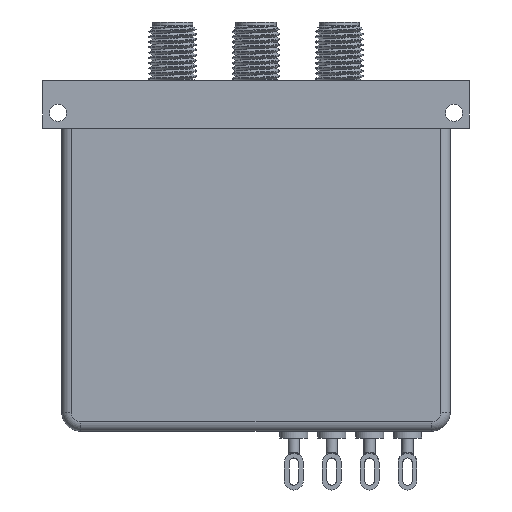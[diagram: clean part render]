
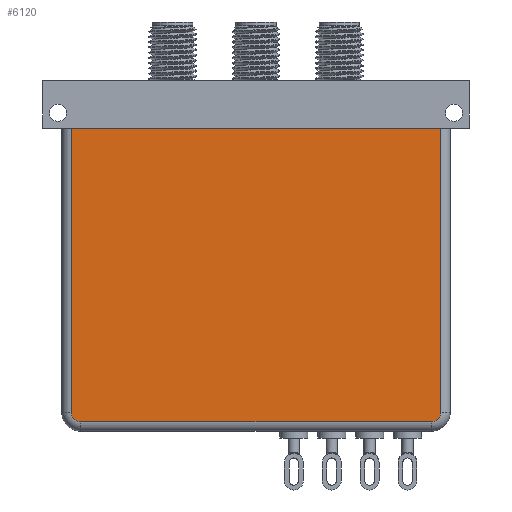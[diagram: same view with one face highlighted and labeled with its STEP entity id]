
A CAD part, front view. The second image highlights one B-rep face of the part: STEP entity #6120.
In plain terms, the highlighted planar face has unit normal (0, -1, 0).
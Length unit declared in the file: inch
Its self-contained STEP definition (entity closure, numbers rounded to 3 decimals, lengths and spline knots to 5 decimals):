
#1728 = LINE ( 'NONE', #2069, #5007 ) ;
#1939 = FACE_OUTER_BOUND ( 'NONE', #19697, .T. ) ;
#2069 = CARTESIAN_POINT ( 'NONE',  ( 0.925, -0.28, -0.875 ) ) ;
#2083 = DIRECTION ( 'NONE',  ( 0., 0., -1. ) ) ;
#3864 = EDGE_CURVE ( 'NONE', #12004, #13139, #1728, .T. ) ;
#4011 = DIRECTION ( 'NONE',  ( 0., 0., 1. ) ) ;
#4509 = DIRECTION ( 'NONE',  ( 1., 0., 0. ) ) ;
#4909 = CARTESIAN_POINT ( 'NONE',  ( 0., -0.28, 0. ) ) ;
#5007 = VECTOR ( 'NONE', #30093, 39.37008 ) ;
#5066 = DIRECTION ( 'NONE',  ( 0., 0., -1. ) ) ;
#5798 = DIRECTION ( 'NONE',  ( 0., 0., -1. ) ) ;
#6120 = ADVANCED_FACE ( 'NONE', ( #1939 ), #14876, .T. ) ;
#6780 = ORIENTED_EDGE ( 'NONE', *, *, #29244, .T. ) ;
#6847 = CARTESIAN_POINT ( 'NONE',  ( 0.975, -0.28, 0.675 ) ) ;
#7750 = CARTESIAN_POINT ( 'NONE',  ( -0.975, -0.28, 0.675 ) ) ;
#8079 = VECTOR ( 'NONE', #4011, 39.37008 ) ;
#8692 = CARTESIAN_POINT ( 'NONE',  ( 0.925, -0.28, -0.825 ) ) ;
#10545 = ORIENTED_EDGE ( 'NONE', *, *, #3864, .T. ) ;
#11114 = LINE ( 'NONE', #14894, #23799 ) ;
#12004 = VERTEX_POINT ( 'NONE', #13658 ) ;
#13125 = AXIS2_PLACEMENT_3D ( 'NONE', #4909, #23086, #2083 ) ;
#13139 = VERTEX_POINT ( 'NONE', #26312 ) ;
#13487 = VERTEX_POINT ( 'NONE', #21982 ) ;
#13504 = VERTEX_POINT ( 'NONE', #32184 ) ;
#13575 = EDGE_CURVE ( 'NONE', #13487, #13504, #28880, .T. ) ;
#13634 = DIRECTION ( 'NONE',  ( 0., -1., 0. ) ) ;
#13658 = CARTESIAN_POINT ( 'NONE',  ( -0.925, -0.28, -0.875 ) ) ;
#13697 = ORIENTED_EDGE ( 'NONE', *, *, #27276, .T. ) ;
#14876 = PLANE ( 'NONE',  #13125 ) ;
#14894 = CARTESIAN_POINT ( 'NONE',  ( -0.975, -0.28, -0.825 ) ) ;
#16216 = EDGE_CURVE ( 'NONE', #27202, #19937, #11114, .T. ) ;
#18531 = DIRECTION ( 'NONE',  ( 0., -1., 0. ) ) ;
#18577 = CIRCLE ( 'NONE', #19822, 0.05 ) ;
#18926 = CARTESIAN_POINT ( 'NONE',  ( -0.975, -0.28, -0.825 ) ) ;
#19697 = EDGE_LOOP ( 'NONE', ( #33253, #26396, #6780, #10545, #13697, #28344 ) ) ;
#19822 = AXIS2_PLACEMENT_3D ( 'NONE', #8692, #13634, #5798 ) ;
#19937 = VERTEX_POINT ( 'NONE', #18926 ) ;
#21063 = VECTOR ( 'NONE', #4509, 39.37008 ) ;
#21213 = AXIS2_PLACEMENT_3D ( 'NONE', #25897, #18531, #5066 ) ;
#21982 = CARTESIAN_POINT ( 'NONE',  ( 0.975, -0.28, -0.825 ) ) ;
#23086 = DIRECTION ( 'NONE',  ( 0., -1., 0. ) ) ;
#23799 = VECTOR ( 'NONE', #27566, 39.37008 ) ;
#25213 = EDGE_CURVE ( 'NONE', #27202, #13504, #33667, .T. ) ;
#25897 = CARTESIAN_POINT ( 'NONE',  ( -0.925, -0.28, -0.825 ) ) ;
#26312 = CARTESIAN_POINT ( 'NONE',  ( 0.925, -0.28, -0.875 ) ) ;
#26396 = ORIENTED_EDGE ( 'NONE', *, *, #16216, .T. ) ;
#27202 = VERTEX_POINT ( 'NONE', #7750 ) ;
#27276 = EDGE_CURVE ( 'NONE', #13139, #13487, #18577, .T. ) ;
#27566 = DIRECTION ( 'NONE',  ( 0., 0., -1. ) ) ;
#28175 = CARTESIAN_POINT ( 'NONE',  ( 0., -0.28, 0.675 ) ) ;
#28344 = ORIENTED_EDGE ( 'NONE', *, *, #13575, .T. ) ;
#28711 = CIRCLE ( 'NONE', #21213, 0.05 ) ;
#28880 = LINE ( 'NONE', #6847, #8079 ) ;
#29244 = EDGE_CURVE ( 'NONE', #19937, #12004, #28711, .T. ) ;
#30093 = DIRECTION ( 'NONE',  ( 1., 0., 0. ) ) ;
#32184 = CARTESIAN_POINT ( 'NONE',  ( 0.975, -0.28, 0.675 ) ) ;
#33253 = ORIENTED_EDGE ( 'NONE', *, *, #25213, .F. ) ;
#33667 = LINE ( 'NONE', #28175, #21063 ) ;
